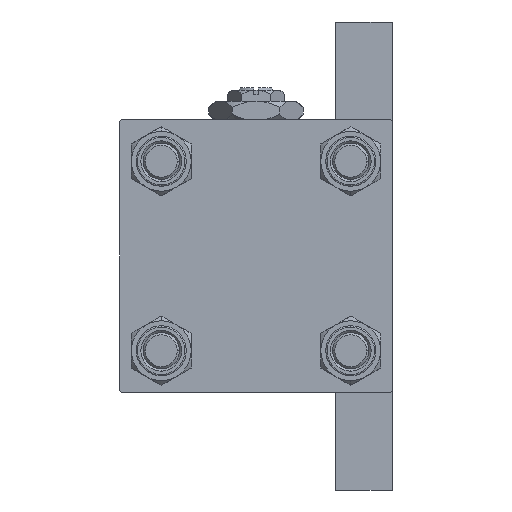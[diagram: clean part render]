
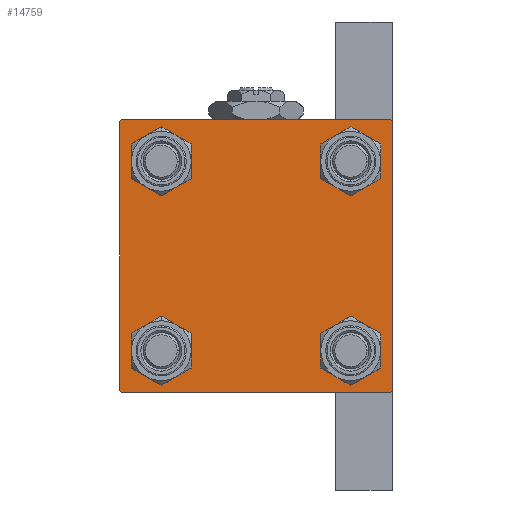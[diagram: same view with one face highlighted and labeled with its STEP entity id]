
A CAD part, left-side view. The second image highlights one B-rep face of the part: STEP entity #14759.
In plain terms, the highlighted planar face has unit normal (-1, 0, 0).
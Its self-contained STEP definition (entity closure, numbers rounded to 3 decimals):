
#408 = LINE ( 'NONE', #15293, #42017 ) ;
#750 = DIRECTION ( 'NONE',  ( 0., 0., -1. ) ) ;
#1165 = VECTOR ( 'NONE', #48814, 1000. ) ;
#1264 = VECTOR ( 'NONE', #46302, 1000. ) ;
#1542 = VECTOR ( 'NONE', #750, 1000. ) ;
#1795 = FACE_BOUND ( 'NONE', #12882, .T. ) ;
#2159 = AXIS2_PLACEMENT_3D ( 'NONE', #2376, #32935, #10091 ) ;
#2376 = CARTESIAN_POINT ( 'NONE',  ( 0., -20.85, 20.85 ) ) ;
#2636 = LINE ( 'NONE', #18299, #1264 ) ;
#2657 = ORIENTED_EDGE ( 'NONE', *, *, #38598, .T. ) ;
#2927 = CARTESIAN_POINT ( 'NONE',  ( 0., -20.85, -20.85 ) ) ;
#3117 = ORIENTED_EDGE ( 'NONE', *, *, #19369, .T. ) ;
#3230 = ORIENTED_EDGE ( 'NONE', *, *, #24765, .T. ) ;
#3354 = VERTEX_POINT ( 'NONE', #21055 ) ;
#3417 = EDGE_CURVE ( 'NONE', #33503, #4975, #8630, .T. ) ;
#3628 = ORIENTED_EDGE ( 'NONE', *, *, #23836, .T. ) ;
#4163 = CARTESIAN_POINT ( 'NONE',  ( 0., 20.85, 16.35 ) ) ;
#4558 = AXIS2_PLACEMENT_3D ( 'NONE', #39603, #46806, #47573 ) ;
#4975 = VERTEX_POINT ( 'NONE', #49623 ) ;
#5065 = AXIS2_PLACEMENT_3D ( 'NONE', #10753, #35128, #50321 ) ;
#5405 = DIRECTION ( 'NONE',  ( 0., -0.707, 0.707 ) ) ;
#5734 = CARTESIAN_POINT ( 'NONE',  ( 0., 30., -29.5 ) ) ;
#5840 = VECTOR ( 'NONE', #12231, 1000. ) ;
#6432 = CIRCLE ( 'NONE', #17081, 4.5 ) ;
#6506 = CARTESIAN_POINT ( 'NONE',  ( 0., 30., -30. ) ) ;
#6519 = EDGE_CURVE ( 'NONE', #16962, #49391, #408, .T. ) ;
#7100 = EDGE_LOOP ( 'NONE', ( #3117, #40978 ) ) ;
#7160 = CARTESIAN_POINT ( 'NONE',  ( 0., -29.5, 30. ) ) ;
#7957 = LINE ( 'NONE', #6506, #31921 ) ;
#8358 = DIRECTION ( 'NONE',  ( 0., 0., 1. ) ) ;
#8630 = LINE ( 'NONE', #19670, #5840 ) ;
#9279 = CARTESIAN_POINT ( 'NONE',  ( 0., -20.85, -25.35 ) ) ;
#9342 = AXIS2_PLACEMENT_3D ( 'NONE', #35074, #11963, #43300 ) ;
#9811 = CARTESIAN_POINT ( 'NONE',  ( 0., -30., -29.5 ) ) ;
#10005 = CARTESIAN_POINT ( 'NONE',  ( 0., -20.85, -16.35 ) ) ;
#10091 = DIRECTION ( 'NONE',  ( 0., 0., 1. ) ) ;
#10258 = DIRECTION ( 'NONE',  ( 0., 0., 1. ) ) ;
#10753 = CARTESIAN_POINT ( 'NONE',  ( 0., -20.85, 20.85 ) ) ;
#11018 = EDGE_LOOP ( 'NONE', ( #34383, #20387 ) ) ;
#11347 = VERTEX_POINT ( 'NONE', #9811 ) ;
#11963 = DIRECTION ( 'NONE',  ( 1., 0., 0. ) ) ;
#12212 = DIRECTION ( 'NONE',  ( 1., 0., 0. ) ) ;
#12231 = DIRECTION ( 'NONE',  ( 0., 0.707, -0.707 ) ) ;
#12675 = VECTOR ( 'NONE', #5405, 1000. ) ;
#12882 = EDGE_LOOP ( 'NONE', ( #13975, #43713 ) ) ;
#13114 = VERTEX_POINT ( 'NONE', #45394 ) ;
#13133 = CIRCLE ( 'NONE', #38531, 4.5 ) ;
#13975 = ORIENTED_EDGE ( 'NONE', *, *, #28035, .T. ) ;
#14082 = EDGE_CURVE ( 'NONE', #27559, #28062, #21646, .T. ) ;
#14759 = ADVANCED_FACE ( 'NONE', ( #33374, #49322, #1795, #41596, #29756 ), #25148, .T. ) ;
#15069 = EDGE_CURVE ( 'NONE', #15899, #20462, #39734, .T. ) ;
#15212 = CIRCLE ( 'NONE', #4558, 4.5 ) ;
#15293 = CARTESIAN_POINT ( 'NONE',  ( 0., -29.75, 29.75 ) ) ;
#15384 = CARTESIAN_POINT ( 'NONE',  ( 0., 20.85, 25.35 ) ) ;
#15899 = VERTEX_POINT ( 'NONE', #10005 ) ;
#16164 = EDGE_CURVE ( 'NONE', #22090, #35538, #23324, .T. ) ;
#16962 = VERTEX_POINT ( 'NONE', #33630 ) ;
#17081 = AXIS2_PLACEMENT_3D ( 'NONE', #26661, #38757, #18470 ) ;
#17375 = CIRCLE ( 'NONE', #5065, 4.5 ) ;
#17539 = ORIENTED_EDGE ( 'NONE', *, *, #3417, .T. ) ;
#17702 = LINE ( 'NONE', #21290, #1165 ) ;
#18232 = CARTESIAN_POINT ( 'NONE',  ( 0., 29.5, 30. ) ) ;
#18299 = CARTESIAN_POINT ( 'NONE',  ( 0., 30., 30. ) ) ;
#18470 = DIRECTION ( 'NONE',  ( 0., 0., 1. ) ) ;
#19369 = EDGE_CURVE ( 'NONE', #3354, #13114, #39067, .T. ) ;
#19380 = VERTEX_POINT ( 'NONE', #5734 ) ;
#19670 = CARTESIAN_POINT ( 'NONE',  ( 0., 29.75, 29.75 ) ) ;
#19919 = ORIENTED_EDGE ( 'NONE', *, *, #6519, .T. ) ;
#19920 = DIRECTION ( 'NONE',  ( 1., 0., 0. ) ) ;
#20256 = LINE ( 'NONE', #35917, #1542 ) ;
#20387 = ORIENTED_EDGE ( 'NONE', *, *, #37049, .T. ) ;
#20462 = VERTEX_POINT ( 'NONE', #9279 ) ;
#21055 = CARTESIAN_POINT ( 'NONE',  ( 0., -20.85, 25.35 ) ) ;
#21290 = CARTESIAN_POINT ( 'NONE',  ( 0., -30., 30. ) ) ;
#21556 = ORIENTED_EDGE ( 'NONE', *, *, #44159, .T. ) ;
#21646 = CIRCLE ( 'NONE', #9342, 4.5 ) ;
#22090 = VERTEX_POINT ( 'NONE', #23387 ) ;
#22694 = DIRECTION ( 'NONE',  ( 1., 0., 0. ) ) ;
#22974 = ORIENTED_EDGE ( 'NONE', *, *, #23853, .F. ) ;
#23324 = CIRCLE ( 'NONE', #48813, 4.5 ) ;
#23387 = CARTESIAN_POINT ( 'NONE',  ( 0., 20.85, -25.35 ) ) ;
#23836 = EDGE_CURVE ( 'NONE', #19380, #29059, #40832, .T. ) ;
#23853 = EDGE_CURVE ( 'NONE', #16962, #11347, #17702, .T. ) ;
#24494 = CARTESIAN_POINT ( 'NONE',  ( 0., 29.5, -30. ) ) ;
#24765 = EDGE_CURVE ( 'NONE', #50203, #11347, #34964, .T. ) ;
#25145 = DIRECTION ( 'NONE',  ( 0., -0.707, -0.707 ) ) ;
#25148 = PLANE ( 'NONE',  #35624 ) ;
#26661 = CARTESIAN_POINT ( 'NONE',  ( 0., 20.85, 20.85 ) ) ;
#27243 = EDGE_CURVE ( 'NONE', #33503, #49391, #2636, .T. ) ;
#27559 = VERTEX_POINT ( 'NONE', #15384 ) ;
#28035 = EDGE_CURVE ( 'NONE', #35538, #22090, #15212, .T. ) ;
#28062 = VERTEX_POINT ( 'NONE', #4163 ) ;
#28180 = VECTOR ( 'NONE', #25145, 1000. ) ;
#29059 = VERTEX_POINT ( 'NONE', #24494 ) ;
#29756 = FACE_OUTER_BOUND ( 'NONE', #45786, .T. ) ;
#31471 = CARTESIAN_POINT ( 'NONE',  ( 0., 20.85, -20.85 ) ) ;
#31718 = CARTESIAN_POINT ( 'NONE',  ( 0., -20.85, -20.85 ) ) ;
#31921 = VECTOR ( 'NONE', #45307, 1000. ) ;
#32855 = CARTESIAN_POINT ( 'NONE',  ( 0., 0., 0. ) ) ;
#32935 = DIRECTION ( 'NONE',  ( 1., 0., 0. ) ) ;
#33374 = FACE_BOUND ( 'NONE', #7100, .T. ) ;
#33503 = VERTEX_POINT ( 'NONE', #18232 ) ;
#33620 = CARTESIAN_POINT ( 'NONE',  ( 0., 29.75, -29.75 ) ) ;
#33630 = CARTESIAN_POINT ( 'NONE',  ( 0., -30., 29.5 ) ) ;
#33768 = ORIENTED_EDGE ( 'NONE', *, *, #27243, .F. ) ;
#34193 = ORIENTED_EDGE ( 'NONE', *, *, #39500, .T. ) ;
#34383 = ORIENTED_EDGE ( 'NONE', *, *, #14082, .T. ) ;
#34964 = LINE ( 'NONE', #35961, #12675 ) ;
#35074 = CARTESIAN_POINT ( 'NONE',  ( 0., 20.85, 20.85 ) ) ;
#35128 = DIRECTION ( 'NONE',  ( 1., 0., 0. ) ) ;
#35538 = VERTEX_POINT ( 'NONE', #40623 ) ;
#35624 = AXIS2_PLACEMENT_3D ( 'NONE', #32855, #45461, #10258 ) ;
#35917 = CARTESIAN_POINT ( 'NONE',  ( 0., 30., 30. ) ) ;
#35961 = CARTESIAN_POINT ( 'NONE',  ( 0., -29.75, -29.75 ) ) ;
#37049 = EDGE_CURVE ( 'NONE', #28062, #27559, #6432, .T. ) ;
#38531 = AXIS2_PLACEMENT_3D ( 'NONE', #31718, #12212, #8358 ) ;
#38598 = EDGE_CURVE ( 'NONE', #4975, #19380, #20256, .T. ) ;
#38757 = DIRECTION ( 'NONE',  ( 1., 0., 0. ) ) ;
#39067 = CIRCLE ( 'NONE', #2159, 4.5 ) ;
#39500 = EDGE_CURVE ( 'NONE', #29059, #50203, #7957, .T. ) ;
#39526 = CARTESIAN_POINT ( 'NONE',  ( 0., -29.5, -30. ) ) ;
#39603 = CARTESIAN_POINT ( 'NONE',  ( 0., 20.85, -20.85 ) ) ;
#39734 = CIRCLE ( 'NONE', #44663, 4.5 ) ;
#39949 = DIRECTION ( 'NONE',  ( 0., 0.707, 0.707 ) ) ;
#40386 = EDGE_LOOP ( 'NONE', ( #46303, #21556 ) ) ;
#40623 = CARTESIAN_POINT ( 'NONE',  ( 0., 20.85, -16.35 ) ) ;
#40832 = LINE ( 'NONE', #33620, #28180 ) ;
#40978 = ORIENTED_EDGE ( 'NONE', *, *, #48584, .T. ) ;
#41596 = FACE_BOUND ( 'NONE', #11018, .T. ) ;
#42017 = VECTOR ( 'NONE', #39949, 1000. ) ;
#43300 = DIRECTION ( 'NONE',  ( 0., 0., 1. ) ) ;
#43713 = ORIENTED_EDGE ( 'NONE', *, *, #16164, .T. ) ;
#43811 = DIRECTION ( 'NONE',  ( 0., 0., 1. ) ) ;
#44159 = EDGE_CURVE ( 'NONE', #20462, #15899, #13133, .T. ) ;
#44663 = AXIS2_PLACEMENT_3D ( 'NONE', #2927, #22694, #49711 ) ;
#45307 = DIRECTION ( 'NONE',  ( 0., -1., 0. ) ) ;
#45394 = CARTESIAN_POINT ( 'NONE',  ( 0., -20.85, 16.35 ) ) ;
#45461 = DIRECTION ( 'NONE',  ( -1., 0., 0. ) ) ;
#45786 = EDGE_LOOP ( 'NONE', ( #2657, #3628, #34193, #3230, #22974, #19919, #33768, #17539 ) ) ;
#46302 = DIRECTION ( 'NONE',  ( 0., -1., 0. ) ) ;
#46303 = ORIENTED_EDGE ( 'NONE', *, *, #15069, .T. ) ;
#46806 = DIRECTION ( 'NONE',  ( 1., 0., 0. ) ) ;
#47573 = DIRECTION ( 'NONE',  ( 0., 0., 1. ) ) ;
#48584 = EDGE_CURVE ( 'NONE', #13114, #3354, #17375, .T. ) ;
#48813 = AXIS2_PLACEMENT_3D ( 'NONE', #31471, #19920, #43811 ) ;
#48814 = DIRECTION ( 'NONE',  ( 0., 0., -1. ) ) ;
#49322 = FACE_BOUND ( 'NONE', #40386, .T. ) ;
#49391 = VERTEX_POINT ( 'NONE', #7160 ) ;
#49623 = CARTESIAN_POINT ( 'NONE',  ( 0., 30., 29.5 ) ) ;
#49711 = DIRECTION ( 'NONE',  ( 0., 0., 1. ) ) ;
#50203 = VERTEX_POINT ( 'NONE', #39526 ) ;
#50321 = DIRECTION ( 'NONE',  ( 0., 0., 1. ) ) ;
